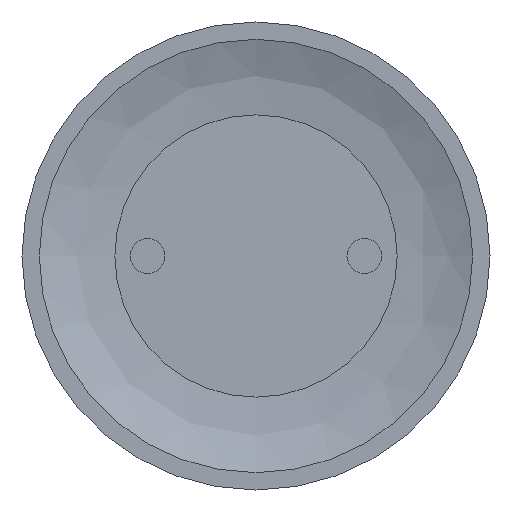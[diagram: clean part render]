
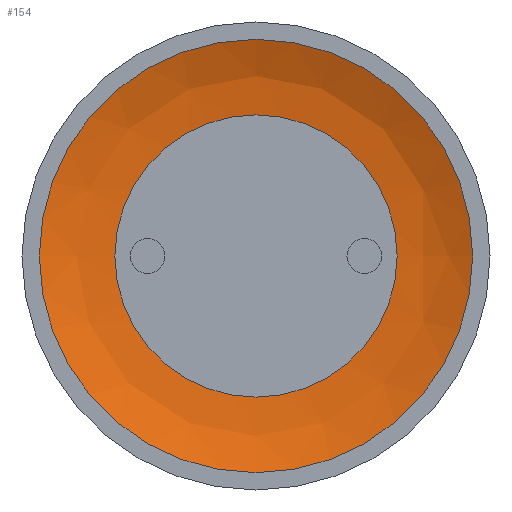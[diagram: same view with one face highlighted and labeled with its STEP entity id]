
A CAD part, front view. The second image highlights one B-rep face of the part: STEP entity #154.
In plain terms, the highlighted free-form (B-spline) face has degree [2, 2] with [3, 9] control points.
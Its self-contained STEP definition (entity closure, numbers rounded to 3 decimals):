
#40=FACE_OUTER_BOUND('',#52,.T.);
#52=EDGE_LOOP('',(#115,#116,#117,#118));
#68=CIRCLE('',#180,2.5);
#69=CIRCLE('',#181,2.);
#70=CIRCLE('',#182,1.628);
#83=VERTEX_POINT('',#292);
#84=VERTEX_POINT('',#294);
#96=EDGE_CURVE('',#83,#83,#68,.T.);
#97=EDGE_CURVE('',#83,#84,#69,.T.);
#98=EDGE_CURVE('',#84,#84,#70,.T.);
#115=ORIENTED_EDGE('',*,*,#96,.F.);
#116=ORIENTED_EDGE('',*,*,#97,.T.);
#117=ORIENTED_EDGE('',*,*,#98,.T.);
#118=ORIENTED_EDGE('',*,*,#97,.F.);
#153=(
BOUNDED_SURFACE()
B_SPLINE_SURFACE(2,2,((#265,#266,#267,#268,#269,#270,#271,#272,#273),(#274,
#275,#276,#277,#278,#279,#280,#281,#282),(#283,#284,#285,#286,#287,#288,
#289,#290,#291)),.UNSPECIFIED.,.F.,.T.,.F.)
B_SPLINE_SURFACE_WITH_KNOTS((3,3),(3,2,2,2,3),(-1.571,-1.12),
(-3.142,-1.571,0.,1.571,3.142),
 .UNSPECIFIED.)
GEOMETRIC_REPRESENTATION_ITEM()
RATIONAL_B_SPLINE_SURFACE(((1.,0.707,1.,0.707,1.,
0.707,1.,0.707,1.),(0.975,0.689,
0.975,0.689,0.975,0.689,
0.975,0.689,0.975),(1.,0.707,
1.,0.707,1.,0.707,1.,0.707,1.)))
REPRESENTATION_ITEM('')
SURFACE()
);
#154=ADVANCED_FACE('',(#40),#153,.T.);
#180=AXIS2_PLACEMENT_3D('',#293,#208,#209);
#181=AXIS2_PLACEMENT_3D('',#295,#210,#211);
#182=AXIS2_PLACEMENT_3D('',#296,#212,#213);
#208=DIRECTION('center_axis',(0.,1.,0.));
#209=DIRECTION('ref_axis',(1.,0.,0.));
#210=DIRECTION('center_axis',(0.,0.,1.));
#211=DIRECTION('ref_axis',(1.,0.,0.));
#212=DIRECTION('center_axis',(0.,1.,0.));
#213=DIRECTION('ref_axis',(-1.,0.,0.));
#265=CARTESIAN_POINT('Ctrl Pts',(1.628,0.2,0.));
#266=CARTESIAN_POINT('Ctrl Pts',(1.628,0.2,1.628));
#267=CARTESIAN_POINT('Ctrl Pts',(0.,0.2,1.628));
#268=CARTESIAN_POINT('Ctrl Pts',(-1.628,0.2,1.628));
#269=CARTESIAN_POINT('Ctrl Pts',(-1.628,0.2,0.));
#270=CARTESIAN_POINT('Ctrl Pts',(-1.628,0.2,-1.628));
#271=CARTESIAN_POINT('Ctrl Pts',(0.,0.2,-1.628));
#272=CARTESIAN_POINT('Ctrl Pts',(1.628,0.2,-1.628));
#273=CARTESIAN_POINT('Ctrl Pts',(1.628,0.2,0.));
#274=CARTESIAN_POINT('Ctrl Pts',(2.087,0.2,0.));
#275=CARTESIAN_POINT('Ctrl Pts',(2.087,0.2,2.087));
#276=CARTESIAN_POINT('Ctrl Pts',(0.,0.2,2.087));
#277=CARTESIAN_POINT('Ctrl Pts',(-2.087,0.2,2.087));
#278=CARTESIAN_POINT('Ctrl Pts',(-2.087,0.2,0.));
#279=CARTESIAN_POINT('Ctrl Pts',(-2.087,0.2,-2.087));
#280=CARTESIAN_POINT('Ctrl Pts',(0.,0.2,-2.087));
#281=CARTESIAN_POINT('Ctrl Pts',(2.087,0.2,-2.087));
#282=CARTESIAN_POINT('Ctrl Pts',(2.087,0.2,0.));
#283=CARTESIAN_POINT('Ctrl Pts',(2.5,0.,0.));
#284=CARTESIAN_POINT('Ctrl Pts',(2.5,0.,2.5));
#285=CARTESIAN_POINT('Ctrl Pts',(0.,0.,2.5));
#286=CARTESIAN_POINT('Ctrl Pts',(-2.5,0.,2.5));
#287=CARTESIAN_POINT('Ctrl Pts',(-2.5,0.,0.));
#288=CARTESIAN_POINT('Ctrl Pts',(-2.5,0.,-2.5));
#289=CARTESIAN_POINT('Ctrl Pts',(0.,0.,-2.5));
#290=CARTESIAN_POINT('Ctrl Pts',(2.5,0.,-2.5));
#291=CARTESIAN_POINT('Ctrl Pts',(2.5,0.,0.));
#292=CARTESIAN_POINT('',(2.5,0.,0.));
#293=CARTESIAN_POINT('Origin',(0.,0.,0.));
#294=CARTESIAN_POINT('',(1.628,0.2,0.));
#295=CARTESIAN_POINT('Origin',(1.628,-1.8,0.));
#296=CARTESIAN_POINT('Origin',(0.,0.2,0.));
